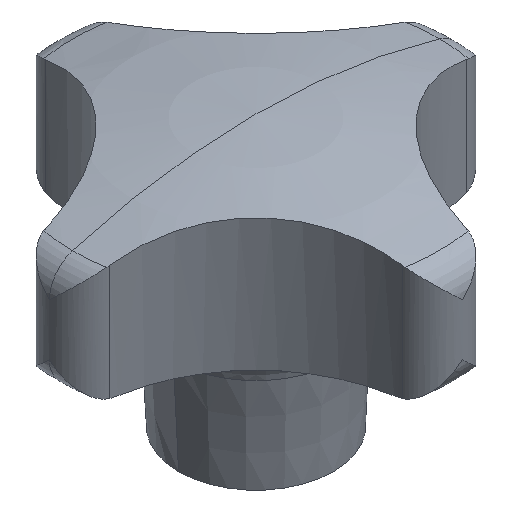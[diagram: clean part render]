
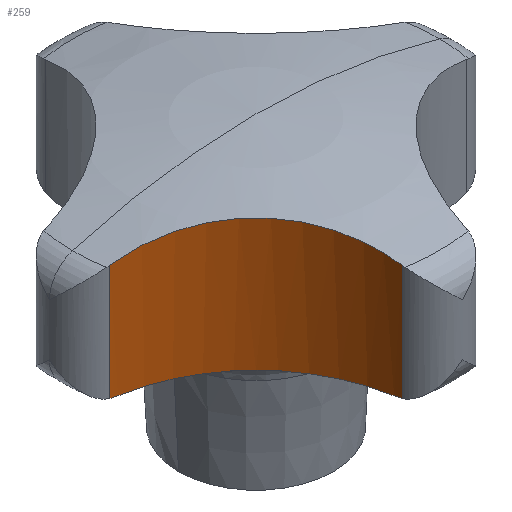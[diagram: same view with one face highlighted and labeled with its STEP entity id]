
A CAD part, isometric view. The second image highlights one B-rep face of the part: STEP entity #259.
In plain terms, the highlighted cylindrical face has radius 13 mm (diameter 26 mm), a partial arc.
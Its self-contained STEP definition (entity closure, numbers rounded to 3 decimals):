
#211=VERTEX_POINT('',#585);
#243=VERTEX_POINT('',#620);
#247=EDGE_CURVE('',#327,#367,#625,.T.);
#251=EDGE_CURVE('',#243,#483,#629,.T.);
#259=ADVANCED_FACE('',(#637),#638,.F.);
#295=EDGE_CURVE('',#481,#317,#676,.T.);
#297=EDGE_CURVE('',#367,#243,#678,.T.);
#307=VERTEX_POINT('',#689);
#317=VERTEX_POINT('',#700);
#327=VERTEX_POINT('',#712);
#365=EDGE_CURVE('',#211,#327,#757,.T.);
#367=VERTEX_POINT('',#759);
#481=VERTEX_POINT('',#879);
#483=VERTEX_POINT('',#881);
#493=EDGE_CURVE('',#483,#307,#892,.T.);
#503=EDGE_CURVE('',#481,#211,#903,.T.);
#559=EDGE_CURVE('',#307,#317,#964,.T.);
#585=CARTESIAN_POINT('',(-2.561,-13.255,10.));
#620=CARTESIAN_POINT('',(-13.255,-2.561,10.));
#625=B_SPLINE_CURVE_WITH_KNOTS('',3,(#1059,#1060,#1061,#1062,#1063,#1064,#1065,#1066,#1067,#1068,#1069,#1070,#1071,#1072,#1073,#1074,#1075,#1076,#1077,#1078),.UNSPECIFIED.,.F.,.F.,(4,2,2,2,2,2,2,2,2,4),(-3.006,-2.973,-2.416,-2.094,-1.936,-1.844,-1.763,-1.664,-1.474,-0.613),.UNSPECIFIED.);
#629=B_SPLINE_CURVE_WITH_KNOTS('',3,(#1084,#1085,#1086,#1087),.UNSPECIFIED.,.F.,.F.,(4,4),(-0.561,0.),.UNSPECIFIED.);
#637=FACE_OUTER_BOUND('',#1113,.T.);
#638=CYLINDRICAL_SURFACE('',#1114,13.);
#676=LINE('',#1208,#1209);
#678=CIRCLE('',#1212,13.);
#689=CARTESIAN_POINT('',(-13.804,-2.481,18.993));
#700=CARTESIAN_POINT('',(-2.481,-13.804,18.993));
#712=CARTESIAN_POINT('',(-5.378,-7.087,10.));
#757=CIRCLE('',#1363,13.);
#759=CARTESIAN_POINT('',(-7.087,-5.378,10.));
#879=CARTESIAN_POINT('',(-2.481,-13.804,10.056));
#881=CARTESIAN_POINT('',(-13.804,-2.481,10.056));
#892=LINE('',#1664,#1665);
#903=B_SPLINE_CURVE_WITH_KNOTS('',3,(#1690,#1691,#1692,#1693),.UNSPECIFIED.,.F.,.F.,(4,4),(-4.761,-4.203),.UNSPECIFIED.);
#964=B_SPLINE_CURVE_WITH_KNOTS('',3,(#1801,#1802,#1803,#1804,#1805,#1806,#1807,#1808,#1809,#1810,#1811,#1812,#1813,#1814,#1815,#1816),.UNSPECIFIED.,.F.,.F.,(4,2,2,2,2,2,2,4),(23.666,26.069,28.471,30.874,33.276,35.729,38.182,40.43),.UNSPECIFIED.);
#1059=CARTESIAN_POINT('',(-5.378,-7.087,10.));
#1060=CARTESIAN_POINT('',(-5.385,-7.079,10.));
#1061=CARTESIAN_POINT('',(-5.392,-7.07,10.));
#1062=CARTESIAN_POINT('',(-5.519,-6.917,10.));
#1063=CARTESIAN_POINT('',(-5.643,-6.775,9.999));
#1064=CARTESIAN_POINT('',(-5.843,-6.555,9.997));
#1065=CARTESIAN_POINT('',(-5.917,-6.476,9.997));
#1066=CARTESIAN_POINT('',(-6.03,-6.358,9.996));
#1067=CARTESIAN_POINT('',(-6.067,-6.32,9.996));
#1068=CARTESIAN_POINT('',(-6.126,-6.26,9.996));
#1069=CARTESIAN_POINT('',(-6.148,-6.237,9.996));
#1070=CARTESIAN_POINT('',(-6.189,-6.196,9.996));
#1071=CARTESIAN_POINT('',(-6.208,-6.177,9.996));
#1072=CARTESIAN_POINT('',(-6.251,-6.134,9.996));
#1073=CARTESIAN_POINT('',(-6.275,-6.11,9.996));
#1074=CARTESIAN_POINT('',(-6.345,-6.042,9.996));
#1075=CARTESIAN_POINT('',(-6.392,-5.997,9.997));
#1076=CARTESIAN_POINT('',(-6.65,-5.753,9.998));
#1077=CARTESIAN_POINT('',(-6.866,-5.561,10.));
#1078=CARTESIAN_POINT('',(-7.087,-5.378,10.));
#1084=CARTESIAN_POINT('',(-13.255,-2.561,10.));
#1085=CARTESIAN_POINT('',(-13.438,-2.53,10.));
#1086=CARTESIAN_POINT('',(-13.622,-2.504,10.018));
#1087=CARTESIAN_POINT('',(-13.804,-2.481,10.056));
#1113=EDGE_LOOP('',(#1873,#1874,#1875,#1876,#1877,#1878,#1879,#1880));
#1114=AXIS2_PLACEMENT_3D('',#1881,#1882,#1883);
#1208=CARTESIAN_POINT('',(-2.481,-13.804,0.));
#1209=VECTOR('',#1921,1.0);
#1212=AXIS2_PLACEMENT_3D('',#1922,#1923,#1924);
#1363=AXIS2_PLACEMENT_3D('',#2035,#2036,#2037);
#1664=CARTESIAN_POINT('',(-13.804,-2.481,0.));
#1665=VECTOR('',#2153,1.0);
#1690=CARTESIAN_POINT('',(-2.481,-13.804,10.056));
#1691=CARTESIAN_POINT('',(-2.504,-13.622,10.018));
#1692=CARTESIAN_POINT('',(-2.53,-13.438,10.));
#1693=CARTESIAN_POINT('',(-2.561,-13.255,10.));
#1801=CARTESIAN_POINT('',(-13.804,-2.481,18.993));
#1802=CARTESIAN_POINT('',(-13.038,-2.575,19.208));
#1803=CARTESIAN_POINT('',(-12.247,-2.743,19.406));
#1804=CARTESIAN_POINT('',(-10.68,-3.238,19.746));
#1805=CARTESIAN_POINT('',(-9.904,-3.567,19.887));
#1806=CARTESIAN_POINT('',(-8.426,-4.372,20.098));
#1807=CARTESIAN_POINT('',(-7.723,-4.849,20.168));
#1808=CARTESIAN_POINT('',(-6.437,-5.918,20.237));
#1809=CARTESIAN_POINT('',(-5.854,-6.508,20.234));
#1810=CARTESIAN_POINT('',(-4.826,-7.757,20.165));
#1811=CARTESIAN_POINT('',(-4.353,-8.456,20.095));
#1812=CARTESIAN_POINT('',(-3.547,-9.946,19.88));
#1813=CARTESIAN_POINT('',(-3.214,-10.738,19.735));
#1814=CARTESIAN_POINT('',(-2.735,-12.291,19.395));
#1815=CARTESIAN_POINT('',(-2.574,-13.051,19.204));
#1816=CARTESIAN_POINT('',(-2.481,-13.804,18.993));
#1873=ORIENTED_EDGE('',*,*,#559,.F.);
#1874=ORIENTED_EDGE('',*,*,#493,.F.);
#1875=ORIENTED_EDGE('',*,*,#251,.F.);
#1876=ORIENTED_EDGE('',*,*,#297,.F.);
#1877=ORIENTED_EDGE('',*,*,#247,.F.);
#1878=ORIENTED_EDGE('',*,*,#365,.F.);
#1879=ORIENTED_EDGE('',*,*,#503,.F.);
#1880=ORIENTED_EDGE('',*,*,#295,.T.);
#1881=CARTESIAN_POINT('',(-15.385,-15.385,0.));
#1882=DIRECTION('',(-0.0,0.,-1.0));
#1883=DIRECTION('',(0.122,0.993,0.));
#1921=DIRECTION('',(0.0,0.,1.0));
#1922=CARTESIAN_POINT('',(-15.385,-15.385,10.));
#1923=DIRECTION('',(0.,0.,1.0));
#1924=DIRECTION('',(0.122,0.993,0.));
#2035=CARTESIAN_POINT('',(-15.385,-15.385,10.));
#2036=DIRECTION('',(0.,0.,1.0));
#2037=DIRECTION('',(0.122,0.993,0.));
#2153=DIRECTION('',(0.0,0.,1.0));
